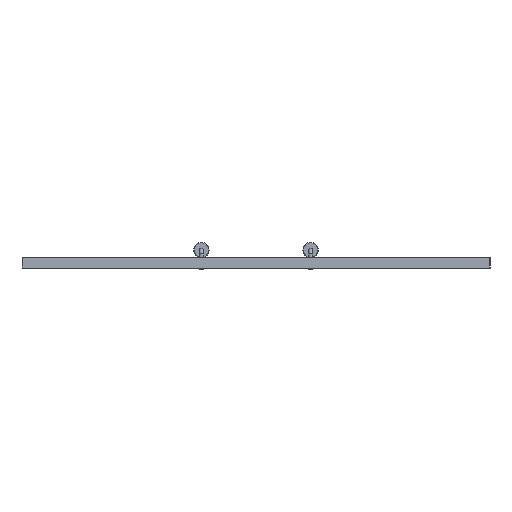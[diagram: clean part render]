
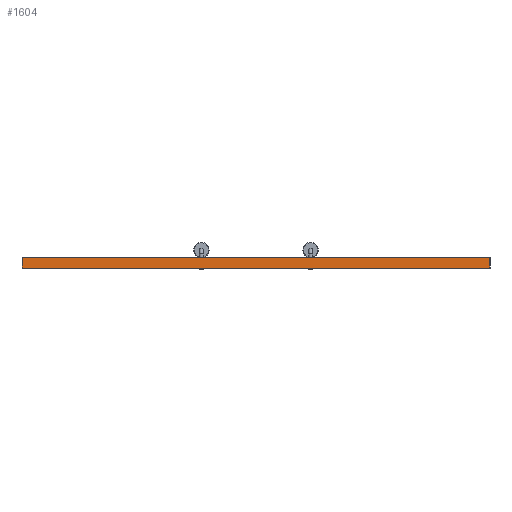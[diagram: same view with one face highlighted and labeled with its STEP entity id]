
A CAD part, left-side view. The second image highlights one B-rep face of the part: STEP entity #1604.
In plain terms, the highlighted planar face has unit normal (-1, 0, 0).
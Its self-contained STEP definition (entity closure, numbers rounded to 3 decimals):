
#170=PLANE('',#1828);
#237=FACE_OUTER_BOUND('',#319,.T.);
#319=EDGE_LOOP('',(#1206,#1207,#1208,#1209));
#471=LINE('',#2655,#571);
#472=LINE('',#2658,#572);
#473=LINE('',#2660,#573);
#474=LINE('',#2661,#574);
#571=VECTOR('',#2174,10.);
#572=VECTOR('',#2177,10.);
#573=VECTOR('',#2178,10.);
#574=VECTOR('',#2179,10.);
#803=VERTEX_POINT('',#2649);
#805=VERTEX_POINT('',#2653);
#806=VERTEX_POINT('',#2657);
#807=VERTEX_POINT('',#2659);
#971=EDGE_CURVE('',#803,#805,#471,.T.);
#972=EDGE_CURVE('',#803,#806,#472,.T.);
#973=EDGE_CURVE('',#807,#805,#473,.T.);
#974=EDGE_CURVE('',#806,#807,#474,.T.);
#1206=ORIENTED_EDGE('',*,*,#972,.F.);
#1207=ORIENTED_EDGE('',*,*,#971,.T.);
#1208=ORIENTED_EDGE('',*,*,#973,.F.);
#1209=ORIENTED_EDGE('',*,*,#974,.F.);
#1604=ADVANCED_FACE('',(#237),#170,.T.);
#1828=AXIS2_PLACEMENT_3D('',#2656,#2175,#2176);
#2174=DIRECTION('',(0.,0.,1.));
#2175=DIRECTION('center_axis',(-1.,0.,0.));
#2176=DIRECTION('ref_axis',(0.,-1.,0.));
#2177=DIRECTION('',(0.,1.,0.));
#2178=DIRECTION('',(0.,-1.,0.));
#2179=DIRECTION('',(0.,0.,1.));
#2649=CARTESIAN_POINT('',(3.175,1.27,0.));
#2653=CARTESIAN_POINT('',(3.175,1.27,1.671));
#2655=CARTESIAN_POINT('',(3.175,1.27,0.));
#2656=CARTESIAN_POINT('Origin',(3.175,77.47,0.));
#2657=CARTESIAN_POINT('',(3.175,77.47,0.));
#2658=CARTESIAN_POINT('',(3.175,1.27,0.));
#2659=CARTESIAN_POINT('',(3.175,77.47,1.671));
#2660=CARTESIAN_POINT('',(3.175,1.27,1.671));
#2661=CARTESIAN_POINT('',(3.175,77.47,0.));
